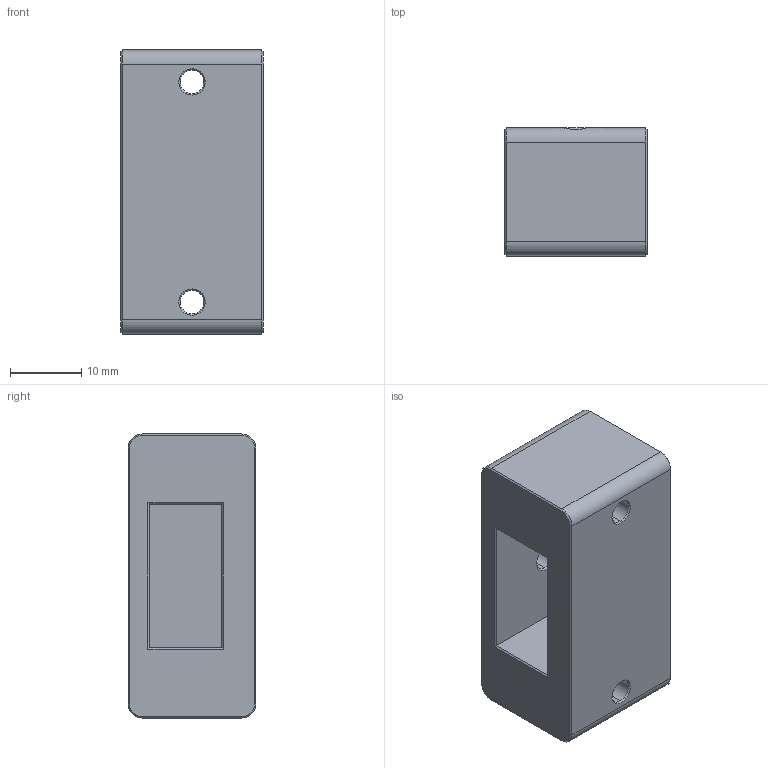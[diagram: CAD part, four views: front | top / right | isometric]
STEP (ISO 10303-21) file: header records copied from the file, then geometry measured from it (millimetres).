
FILE_DESCRIPTION (( 'STEP AP203' ), '1' );
FILE_NAME ('1020臏倰第盓殤.STEP', '2024-01-19T05:31:19', ( 'Leo' ), ( '' ), 'SwSTEP 2.0', 'SolidWorks 2022', '' );
FILE_SCHEMA (( 'CONFIG_CONTROL_DESIGN' ));
Length unit declared in the file: millimetre
Products named in the file (1): 1020铝型材支架
Bounding box: 20 x 18 x 40 mm (x, y, z)
Volume: 9426 mm3; surface area: 5419.9 mm2
Topology: 1 solids, 1 shells, 64 faces, 146 edges, 85 vertices
Faces by surface type: plane 25, cone 23, cylinder 14, bspline 2
Entity records: 2433 total; most frequent: CARTESIAN_POINT 901, DIRECTION 313, ORIENTED_EDGE 292, EDGE_CURVE 146, AXIS2_PLACEMENT_3D 114, LINE 85, VERTEX_POINT 85, VECTOR 85
